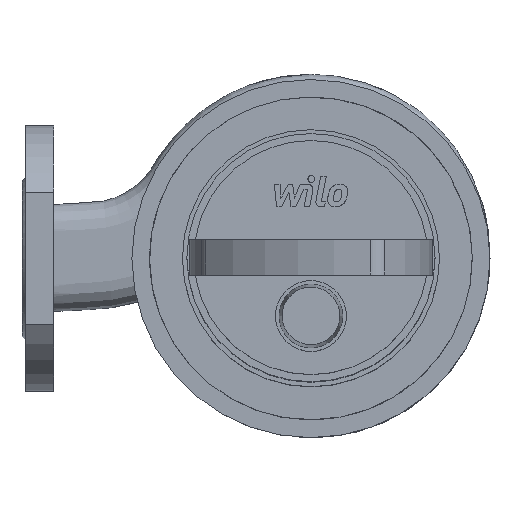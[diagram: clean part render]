
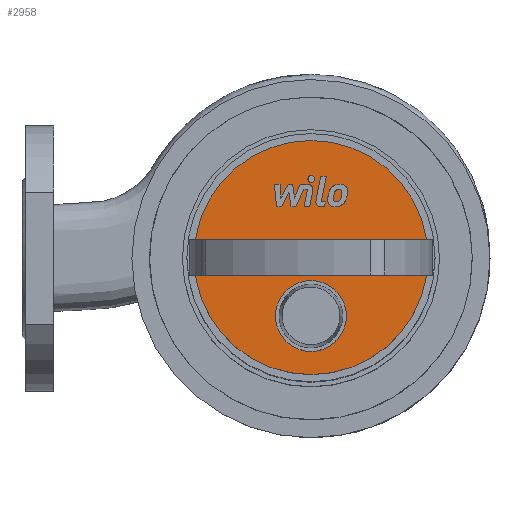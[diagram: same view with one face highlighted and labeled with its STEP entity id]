
A CAD part, top view. The second image highlights one B-rep face of the part: STEP entity #2958.
In plain terms, the highlighted planar face has unit normal (0, 0, 1).
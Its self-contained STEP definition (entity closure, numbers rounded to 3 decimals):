
#720=PLANE('',#3204);
#782=FACE_BOUND('',#1064,.T.);
#879=FACE_OUTER_BOUND('',#1063,.T.);
#1063=EDGE_LOOP('',(#2442,#2443));
#1064=EDGE_LOOP('',(#2444));
#1218=CIRCLE('',#3183,66.);
#1224=CIRCLE('',#3193,20.);
#1228=CIRCLE('',#3203,66.);
#1394=VERTEX_POINT('',#8860);
#1401=VERTEX_POINT('',#8885);
#1412=VERTEX_POINT('',#8932);
#1770=EDGE_CURVE('',#1394,#1401,#1218,.T.);
#1776=EDGE_CURVE('',#1412,#1412,#1224,.T.);
#1780=EDGE_CURVE('',#1401,#1394,#1228,.T.);
#2442=ORIENTED_EDGE('',*,*,#1770,.T.);
#2443=ORIENTED_EDGE('',*,*,#1780,.T.);
#2444=ORIENTED_EDGE('',*,*,#1776,.T.);
#2958=ADVANCED_FACE('',(#879,#782),#720,.T.);
#3183=AXIS2_PLACEMENT_3D('',#8918,#3668,#3669);
#3193=AXIS2_PLACEMENT_3D('',#8933,#3688,#3689);
#3203=AXIS2_PLACEMENT_3D('',#8946,#3708,#3709);
#3204=AXIS2_PLACEMENT_3D('',#8947,#3710,#3711);
#3668=DIRECTION('center_axis',(0.,0.,1.));
#3669=DIRECTION('ref_axis',(1.,0.,0.));
#3688=DIRECTION('center_axis',(0.,0.,-1.));
#3689=DIRECTION('ref_axis',(-1.,0.,0.));
#3708=DIRECTION('center_axis',(0.,0.,1.));
#3709=DIRECTION('ref_axis',(1.,0.,0.));
#3710=DIRECTION('center_axis',(0.,0.,1.));
#3711=DIRECTION('ref_axis',(1.,0.,0.));
#8860=CARTESIAN_POINT('',(229.,0.,383.));
#8885=CARTESIAN_POINT('',(97.,0.,383.));
#8918=CARTESIAN_POINT('Origin',(163.,0.,383.));
#8932=CARTESIAN_POINT('',(183.,-33.,383.));
#8933=CARTESIAN_POINT('Origin',(163.,-33.,383.));
#8946=CARTESIAN_POINT('Origin',(163.,0.,383.));
#8947=CARTESIAN_POINT('Origin',(196.,0.,383.));
